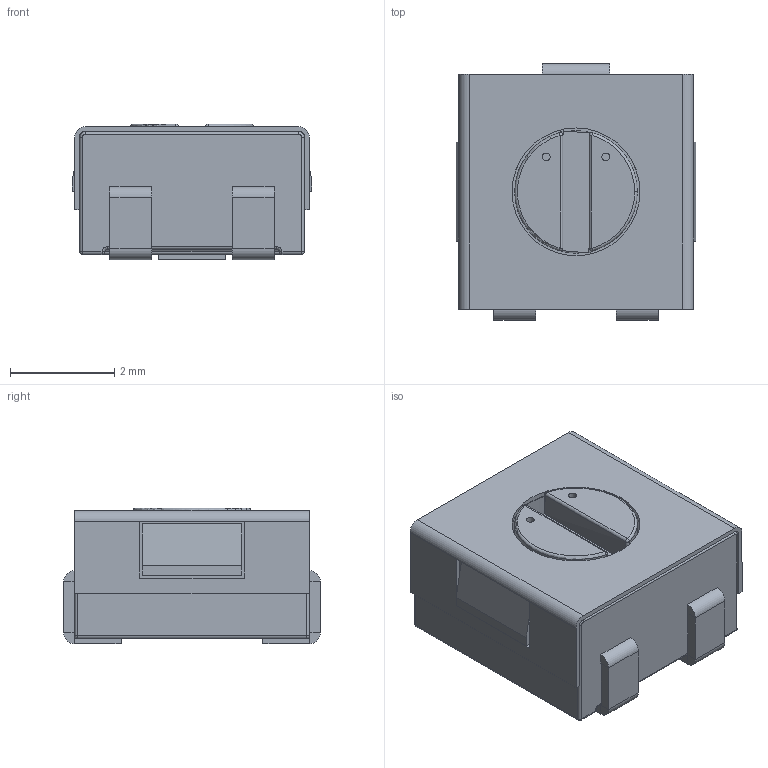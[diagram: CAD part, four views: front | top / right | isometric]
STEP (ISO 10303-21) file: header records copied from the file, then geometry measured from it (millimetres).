
FILE_DESCRIPTION (( 'STEP AP214' ), '1' );
FILE_NAME ('RES-ADJ-SMD_3314J.step', '2022-07-28T08:35:59', ( '' ), ( '' ), 'SwSTEP 2.0', 'SolidWorks 2020', '' );
FILE_SCHEMA (( 'AUTOMOTIVE_DESIGN' ));
Length unit declared in the file: millimetre
Products named in the file (1): RES-ADJ-SMD_3314J
Bounding box: 4.6 x 4.92 x 2.6 mm (x, y, z)
Volume: 48.5 mm3; surface area: 154.6 mm2
Topology: 2 solids, 2 shells, 390 faces, 1011 edges, 633 vertices
Faces by surface type: plane 209, bspline 98, cylinder 60, sphere 12, torus 11
Entity records: 16488 total; most frequent: CARTESIAN_POINT 3351, ORIENTED_EDGE 1990, DIRECTION 1493, EDGE_CURVE 995, VECTOR 663, LINE 663, VERTEX_POINT 629, EDGE_LOOP 422
